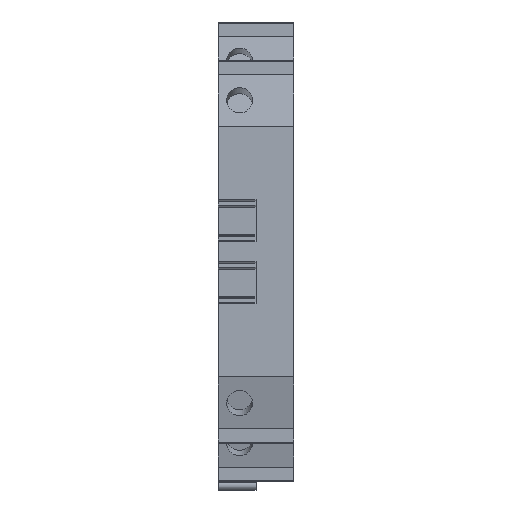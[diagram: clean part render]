
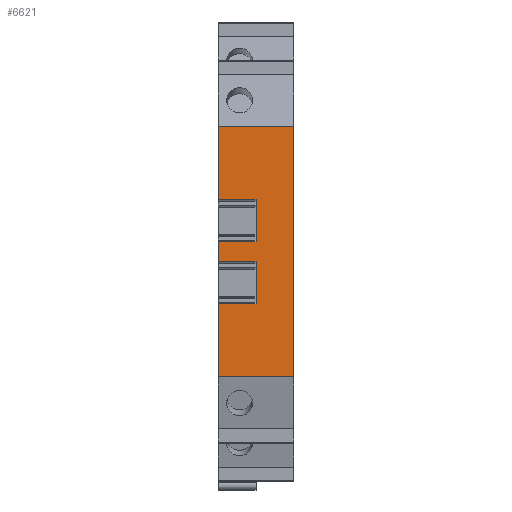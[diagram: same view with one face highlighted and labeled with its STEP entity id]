
A CAD part, top view. The second image highlights one B-rep face of the part: STEP entity #6621.
In plain terms, the highlighted planar face has unit normal (0, 0, 1).
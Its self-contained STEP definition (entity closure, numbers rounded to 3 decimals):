
#6562=AXIS2_PLACEMENT_3D('Plane Axis2P3D',#6559,#6560,#6561) ;
#1945=CARTESIAN_POINT('Vertex',(0.,18.219,57.77)) ;
#1948=CARTESIAN_POINT('Line Origine',(0.,24.14,57.77)) ;
#1952=CARTESIAN_POINT('Vertex',(0.,30.06,57.77)) ;
#2092=CARTESIAN_POINT('Vertex',(0.,36.86,57.77)) ;
#2095=CARTESIAN_POINT('Line Origine',(0.,38.485,57.77)) ;
#2099=CARTESIAN_POINT('Vertex',(0.,40.11,57.77)) ;
#2239=CARTESIAN_POINT('Vertex',(0.,46.91,57.77)) ;
#2242=CARTESIAN_POINT('Line Origine',(0.,52.831,57.77)) ;
#2246=CARTESIAN_POINT('Vertex',(0.,58.752,57.77)) ;
#4668=CARTESIAN_POINT('Vertex',(12.2,58.752,57.77)) ;
#4671=CARTESIAN_POINT('Line Origine',(12.2,38.485,57.77)) ;
#4675=CARTESIAN_POINT('Vertex',(12.2,18.219,57.77)) ;
#6528=CARTESIAN_POINT('Line Origine',(6.1,18.219,57.77)) ;
#6559=CARTESIAN_POINT('Axis2P3D Location',(5.1,58.752,57.77)) ;
#6564=CARTESIAN_POINT('Line Origine',(6.1,58.752,57.77)) ;
#6569=CARTESIAN_POINT('Line Origine',(3.05,46.91,57.77)) ;
#6573=CARTESIAN_POINT('Vertex',(6.1,46.91,57.77)) ;
#6576=CARTESIAN_POINT('Line Origine',(6.1,43.51,57.77)) ;
#6580=CARTESIAN_POINT('Vertex',(6.1,40.11,57.77)) ;
#6583=CARTESIAN_POINT('Line Origine',(3.05,40.11,57.77)) ;
#6588=CARTESIAN_POINT('Line Origine',(3.05,36.86,57.77)) ;
#6592=CARTESIAN_POINT('Vertex',(6.1,36.86,57.77)) ;
#6595=CARTESIAN_POINT('Line Origine',(6.1,33.46,57.77)) ;
#6599=CARTESIAN_POINT('Vertex',(6.1,30.06,57.77)) ;
#6602=CARTESIAN_POINT('Line Origine',(3.05,30.06,57.77)) ;
#1949=DIRECTION('Vector Direction',(0.,-1.,0.)) ;
#2096=DIRECTION('Vector Direction',(0.,-1.,0.)) ;
#2243=DIRECTION('Vector Direction',(0.,-1.,0.)) ;
#4672=DIRECTION('Vector Direction',(0.,1.,0.)) ;
#6529=DIRECTION('Vector Direction',(1.,0.,0.)) ;
#6560=DIRECTION('Axis2P3D Direction',(-0.,-0.,-1.)) ;
#6561=DIRECTION('Axis2P3D XDirection',(0.,-1.,0.)) ;
#6565=DIRECTION('Vector Direction',(1.,0.,0.)) ;
#6570=DIRECTION('Vector Direction',(-1.,0.,0.)) ;
#6577=DIRECTION('Vector Direction',(0.,1.,0.)) ;
#6584=DIRECTION('Vector Direction',(-1.,0.,0.)) ;
#6589=DIRECTION('Vector Direction',(-1.,0.,0.)) ;
#6596=DIRECTION('Vector Direction',(0.,1.,0.)) ;
#6603=DIRECTION('Vector Direction',(-1.,0.,0.)) ;
#1950=VECTOR('Line Direction',#1949,1.) ;
#2097=VECTOR('Line Direction',#2096,1.) ;
#2244=VECTOR('Line Direction',#2243,1.) ;
#4673=VECTOR('Line Direction',#4672,1.) ;
#6530=VECTOR('Line Direction',#6529,1.) ;
#6566=VECTOR('Line Direction',#6565,1.) ;
#6571=VECTOR('Line Direction',#6570,1.) ;
#6578=VECTOR('Line Direction',#6577,1.) ;
#6585=VECTOR('Line Direction',#6584,1.) ;
#6590=VECTOR('Line Direction',#6589,1.) ;
#6597=VECTOR('Line Direction',#6596,1.) ;
#6604=VECTOR('Line Direction',#6603,1.) ;
#6608=ORIENTED_EDGE('',*,*,#1954,.T.) ;
#6609=ORIENTED_EDGE('',*,*,#6532,.T.) ;
#6610=ORIENTED_EDGE('',*,*,#4677,.F.) ;
#6611=ORIENTED_EDGE('',*,*,#6568,.F.) ;
#6612=ORIENTED_EDGE('',*,*,#2248,.T.) ;
#6613=ORIENTED_EDGE('',*,*,#6575,.F.) ;
#6614=ORIENTED_EDGE('',*,*,#6582,.T.) ;
#6615=ORIENTED_EDGE('',*,*,#6587,.T.) ;
#6616=ORIENTED_EDGE('',*,*,#2101,.T.) ;
#6617=ORIENTED_EDGE('',*,*,#6594,.F.) ;
#6618=ORIENTED_EDGE('',*,*,#6601,.T.) ;
#6619=ORIENTED_EDGE('',*,*,#6606,.T.) ;
#6621=ADVANCED_FACE('PCB',(#6620),#6563,.F.) ;
#1954=EDGE_CURVE('',#1953,#1946,#1951,.T.) ;
#2101=EDGE_CURVE('',#2100,#2093,#2098,.T.) ;
#2248=EDGE_CURVE('',#2247,#2240,#2245,.T.) ;
#4677=EDGE_CURVE('',#4669,#4676,#4674,.F.) ;
#6532=EDGE_CURVE('',#1946,#4676,#6531,.T.) ;
#6568=EDGE_CURVE('',#2247,#4669,#6567,.T.) ;
#6575=EDGE_CURVE('',#6574,#2240,#6572,.T.) ;
#6582=EDGE_CURVE('',#6574,#6581,#6579,.F.) ;
#6587=EDGE_CURVE('',#6581,#2100,#6586,.T.) ;
#6594=EDGE_CURVE('',#6593,#2093,#6591,.T.) ;
#6601=EDGE_CURVE('',#6593,#6600,#6598,.F.) ;
#6606=EDGE_CURVE('',#6600,#1953,#6605,.T.) ;
#6607=EDGE_LOOP('',(#6608,#6609,#6610,#6611,#6612,#6613,#6614,#6615,#6616,#6617,#6618,#6619)) ;
#6620=FACE_OUTER_BOUND('',#6607,.T.) ;
#1951=LINE('Line',#1948,#1950) ;
#2098=LINE('Line',#2095,#2097) ;
#2245=LINE('Line',#2242,#2244) ;
#4674=LINE('Line',#4671,#4673) ;
#6531=LINE('Line',#6528,#6530) ;
#6567=LINE('Line',#6564,#6566) ;
#6572=LINE('Line',#6569,#6571) ;
#6579=LINE('Line',#6576,#6578) ;
#6586=LINE('Line',#6583,#6585) ;
#6591=LINE('Line',#6588,#6590) ;
#6598=LINE('Line',#6595,#6597) ;
#6605=LINE('Line',#6602,#6604) ;
#6563=PLANE('',#6562) ;
#1946=VERTEX_POINT('',#1945) ;
#1953=VERTEX_POINT('',#1952) ;
#2093=VERTEX_POINT('',#2092) ;
#2100=VERTEX_POINT('',#2099) ;
#2240=VERTEX_POINT('',#2239) ;
#2247=VERTEX_POINT('',#2246) ;
#4669=VERTEX_POINT('',#4668) ;
#4676=VERTEX_POINT('',#4675) ;
#6574=VERTEX_POINT('',#6573) ;
#6581=VERTEX_POINT('',#6580) ;
#6593=VERTEX_POINT('',#6592) ;
#6600=VERTEX_POINT('',#6599) ;
